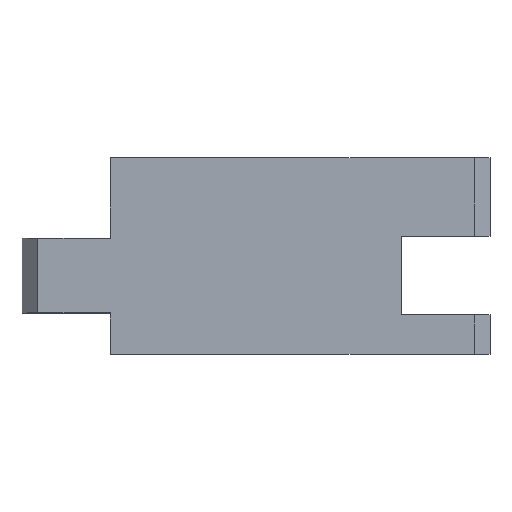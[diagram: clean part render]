
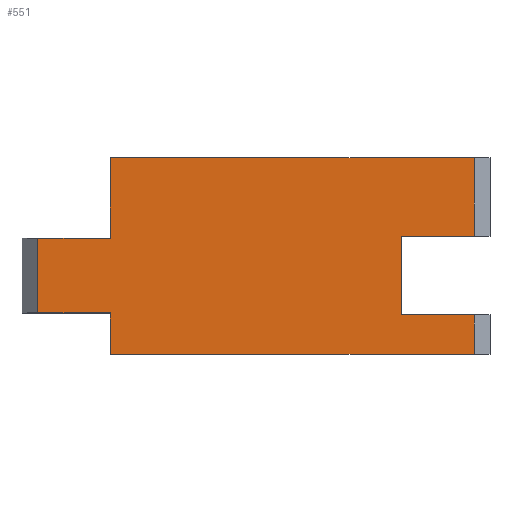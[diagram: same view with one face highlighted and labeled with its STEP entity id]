
A CAD part, top view. The second image highlights one B-rep face of the part: STEP entity #551.
In plain terms, the highlighted planar face has unit normal (0, 0, 1).
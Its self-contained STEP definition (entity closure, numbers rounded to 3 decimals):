
#11 = EDGE_CURVE ( 'NONE', #552, #822, #390, .T. ) ;
#21 = CARTESIAN_POINT ( 'NONE',  ( -14.8, 10., 7.6 ) ) ;
#22 = VECTOR ( 'NONE', #629, 1000. ) ;
#30 = CARTESIAN_POINT ( 'NONE',  ( 14.8, -10., 7.6 ) ) ;
#33 = LINE ( 'NONE', #117, #839 ) ;
#34 = ORIENTED_EDGE ( 'NONE', *, *, #11, .T. ) ;
#38 = ORIENTED_EDGE ( 'NONE', *, *, #303, .T. ) ;
#46 = VECTOR ( 'NONE', #308, 1000. ) ;
#61 = VERTEX_POINT ( 'NONE', #1092 ) ;
#68 = CARTESIAN_POINT ( 'NONE',  ( 0., 0., 7.6 ) ) ;
#71 = VERTEX_POINT ( 'NONE', #666 ) ;
#92 = VECTOR ( 'NONE', #786, 1000. ) ;
#94 = DIRECTION ( 'NONE',  ( -1., 0., 0. ) ) ;
#113 = CARTESIAN_POINT ( 'NONE',  ( -22.2, 1.8, 7.6 ) ) ;
#117 = CARTESIAN_POINT ( 'NONE',  ( 34.834, 2., 7.6 ) ) ;
#138 = ORIENTED_EDGE ( 'NONE', *, *, #792, .F. ) ;
#147 = EDGE_LOOP ( 'NONE', ( #274, #174, #34, #880, #38, #236, #677, #1038, #138, #370, #511, #733 ) ) ;
#167 = EDGE_CURVE ( 'NONE', #71, #773, #851, .T. ) ;
#172 = CARTESIAN_POINT ( 'NONE',  ( -14.8, 1.8, 7.6 ) ) ;
#174 = ORIENTED_EDGE ( 'NONE', *, *, #513, .T. ) ;
#175 = LINE ( 'NONE', #825, #415 ) ;
#176 = EDGE_CURVE ( 'NONE', #773, #441, #526, .T. ) ;
#194 = VERTEX_POINT ( 'NONE', #172 ) ;
#203 = VECTOR ( 'NONE', #243, 1000. ) ;
#209 = EDGE_CURVE ( 'NONE', #468, #71, #344, .T. ) ;
#232 = VERTEX_POINT ( 'NONE', #596 ) ;
#233 = CARTESIAN_POINT ( 'NONE',  ( 22.2, -10., 7.6 ) ) ;
#236 = ORIENTED_EDGE ( 'NONE', *, *, #209, .T. ) ;
#239 = PLANE ( 'NONE',  #746 ) ;
#241 = LINE ( 'NONE', #331, #1019 ) ;
#243 = DIRECTION ( 'NONE',  ( 0., -1., 0. ) ) ;
#274 = ORIENTED_EDGE ( 'NONE', *, *, #565, .F. ) ;
#278 = VERTEX_POINT ( 'NONE', #113 ) ;
#289 = CARTESIAN_POINT ( 'NONE',  ( 22.2, 10., 7.6 ) ) ;
#302 = CARTESIAN_POINT ( 'NONE',  ( -14.8, 10., 7.6 ) ) ;
#303 = EDGE_CURVE ( 'NONE', #61, #468, #936, .T. ) ;
#308 = DIRECTION ( 'NONE',  ( 1., 0., 0. ) ) ;
#326 = VECTOR ( 'NONE', #521, 1000. ) ;
#331 = CARTESIAN_POINT ( 'NONE',  ( -14.8, -10., 7.6 ) ) ;
#344 = LINE ( 'NONE', #788, #875 ) ;
#355 = CARTESIAN_POINT ( 'NONE',  ( -14.8, -10., 7.6 ) ) ;
#362 = LINE ( 'NONE', #574, #944 ) ;
#368 = DIRECTION ( 'NONE',  ( -1., 0., 0. ) ) ;
#370 = ORIENTED_EDGE ( 'NONE', *, *, #856, .T. ) ;
#390 = LINE ( 'NONE', #724, #46 ) ;
#405 = DIRECTION ( 'NONE',  ( 0., 0., -1. ) ) ;
#410 = DIRECTION ( 'NONE',  ( -1., 0., 0. ) ) ;
#415 = VECTOR ( 'NONE', #1081, 1000. ) ;
#416 = VERTEX_POINT ( 'NONE', #289 ) ;
#429 = CARTESIAN_POINT ( 'NONE',  ( -22.2, 0., 7.6 ) ) ;
#441 = VERTEX_POINT ( 'NONE', #905 ) ;
#446 = LINE ( 'NONE', #21, #92 ) ;
#468 = VERTEX_POINT ( 'NONE', #233 ) ;
#481 = FACE_OUTER_BOUND ( 'NONE', #147, .T. ) ;
#511 = ORIENTED_EDGE ( 'NONE', *, *, #612, .T. ) ;
#513 = EDGE_CURVE ( 'NONE', #278, #552, #684, .T. ) ;
#521 = DIRECTION ( 'NONE',  ( 0., 1., 0. ) ) ;
#526 = LINE ( 'NONE', #30, #326 ) ;
#551 = ADVANCED_FACE ( 'NONE', ( #481 ), #239, .F. ) ;
#552 = VERTEX_POINT ( 'NONE', #935 ) ;
#565 = EDGE_CURVE ( 'NONE', #278, #194, #175, .T. ) ;
#574 = CARTESIAN_POINT ( 'NONE',  ( 22.2, 0., 7.6 ) ) ;
#591 = DIRECTION ( 'NONE',  ( 0., 1., 0. ) ) ;
#596 = CARTESIAN_POINT ( 'NONE',  ( 22.2, 2., 7.6 ) ) ;
#612 = EDGE_CURVE ( 'NONE', #416, #949, #446, .T. ) ;
#629 = DIRECTION ( 'NONE',  ( 1., 0., 0. ) ) ;
#636 = LINE ( 'NONE', #355, #912 ) ;
#666 = CARTESIAN_POINT ( 'NONE',  ( 22.2, -6., 7.6 ) ) ;
#677 = ORIENTED_EDGE ( 'NONE', *, *, #167, .T. ) ;
#684 = LINE ( 'NONE', #429, #203 ) ;
#691 = DIRECTION ( 'NONE',  ( 0., -1., 0. ) ) ;
#724 = CARTESIAN_POINT ( 'NONE',  ( -23.8, -5.8, 7.6 ) ) ;
#733 = ORIENTED_EDGE ( 'NONE', *, *, #989, .T. ) ;
#744 = VECTOR ( 'NONE', #94, 1000. ) ;
#746 = AXIS2_PLACEMENT_3D ( 'NONE', #68, #405, #410 ) ;
#773 = VERTEX_POINT ( 'NONE', #888 ) ;
#775 = CARTESIAN_POINT ( 'NONE',  ( -14.8, -5.8, 7.6 ) ) ;
#786 = DIRECTION ( 'NONE',  ( -1., 0., 0. ) ) ;
#788 = CARTESIAN_POINT ( 'NONE',  ( 22.2, 0., 7.6 ) ) ;
#792 = EDGE_CURVE ( 'NONE', #232, #441, #33, .T. ) ;
#822 = VERTEX_POINT ( 'NONE', #775 ) ;
#825 = CARTESIAN_POINT ( 'NONE',  ( -23.8, 1.8, 7.6 ) ) ;
#829 = EDGE_CURVE ( 'NONE', #822, #61, #636, .T. ) ;
#839 = VECTOR ( 'NONE', #368, 1000. ) ;
#851 = LINE ( 'NONE', #932, #744 ) ;
#856 = EDGE_CURVE ( 'NONE', #232, #416, #362, .T. ) ;
#875 = VECTOR ( 'NONE', #591, 1000. ) ;
#880 = ORIENTED_EDGE ( 'NONE', *, *, #829, .T. ) ;
#888 = CARTESIAN_POINT ( 'NONE',  ( 14.8, -6., 7.6 ) ) ;
#905 = CARTESIAN_POINT ( 'NONE',  ( 14.8, 2., 7.6 ) ) ;
#912 = VECTOR ( 'NONE', #691, 1000. ) ;
#932 = CARTESIAN_POINT ( 'NONE',  ( 23.8, -6., 7.6 ) ) ;
#935 = CARTESIAN_POINT ( 'NONE',  ( -22.2, -5.8, 7.6 ) ) ;
#936 = LINE ( 'NONE', #985, #22 ) ;
#944 = VECTOR ( 'NONE', #987, 1000. ) ;
#949 = VERTEX_POINT ( 'NONE', #302 ) ;
#985 = CARTESIAN_POINT ( 'NONE',  ( -14.8, -10., 7.6 ) ) ;
#987 = DIRECTION ( 'NONE',  ( 0., 1., 0. ) ) ;
#989 = EDGE_CURVE ( 'NONE', #949, #194, #241, .T. ) ;
#1014 = DIRECTION ( 'NONE',  ( 0., -1., 0. ) ) ;
#1019 = VECTOR ( 'NONE', #1014, 1000. ) ;
#1038 = ORIENTED_EDGE ( 'NONE', *, *, #176, .T. ) ;
#1081 = DIRECTION ( 'NONE',  ( 1., 0., 0. ) ) ;
#1092 = CARTESIAN_POINT ( 'NONE',  ( -14.8, -10., 7.6 ) ) ;
